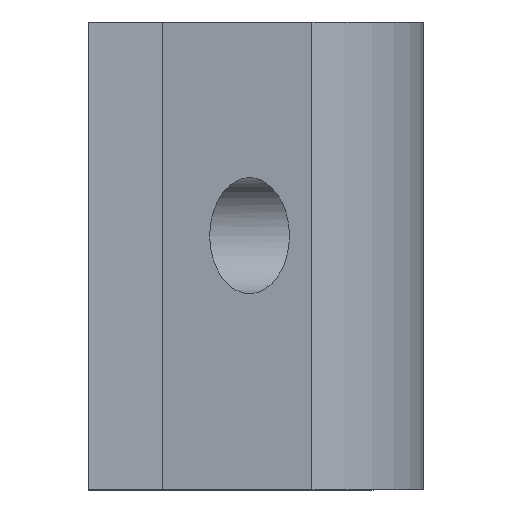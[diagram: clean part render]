
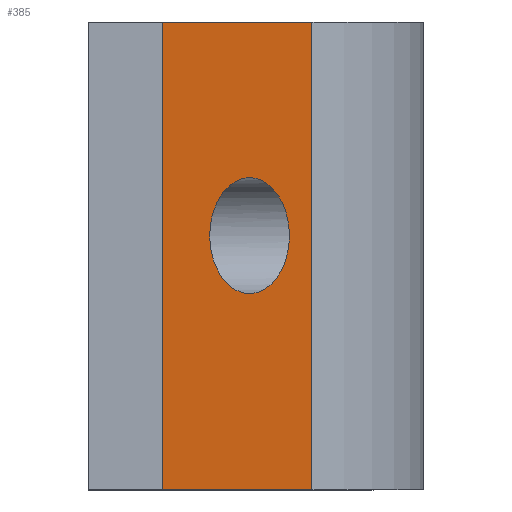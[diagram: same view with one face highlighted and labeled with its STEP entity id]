
A CAD part, left-side view. The second image highlights one B-rep face of the part: STEP entity #385.
In plain terms, the highlighted planar face has unit normal (-0.565, -0.825, 0).
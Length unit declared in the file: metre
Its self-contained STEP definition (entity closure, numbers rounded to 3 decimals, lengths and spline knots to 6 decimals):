
#12=ELLIPSE('',#426,0.003455,0.00285);
#44=ORIENTED_EDGE('',*,*,#148,.F.);
#45=ORIENTED_EDGE('',*,*,#149,.F.);
#46=ORIENTED_EDGE('',*,*,#150,.F.);
#47=ORIENTED_EDGE('',*,*,#151,.T.);
#48=ORIENTED_EDGE('',*,*,#152,.T.);
#148=EDGE_CURVE('',#200,#200,#12,.T.);
#149=EDGE_CURVE('',#201,#202,#233,.T.);
#150=EDGE_CURVE('',#203,#201,#234,.T.);
#151=EDGE_CURVE('',#203,#204,#235,.T.);
#152=EDGE_CURVE('',#204,#202,#236,.T.);
#200=VERTEX_POINT('',#595);
#201=VERTEX_POINT('',#597);
#202=VERTEX_POINT('',#598);
#203=VERTEX_POINT('',#600);
#204=VERTEX_POINT('',#602);
#233=LINE('',#596,#269);
#234=LINE('',#599,#270);
#235=LINE('',#601,#271);
#236=LINE('',#603,#272);
#269=VECTOR('',#481,1.);
#270=VECTOR('',#482,1.);
#271=VECTOR('',#483,1.);
#272=VECTOR('',#484,1.);
#306=EDGE_LOOP('',(#44));
#307=EDGE_LOOP('',(#45,#46,#47,#48));
#339=FACE_BOUND('',#306,.T.);
#340=FACE_BOUND('',#307,.T.);
#368=PLANE('',#425);
#385=ADVANCED_FACE('',(#339,#340),#368,.T.);
#425=AXIS2_PLACEMENT_3D('',#593,#477,#478);
#426=AXIS2_PLACEMENT_3D('',#594,#479,#480);
#477=DIRECTION('',(-0.565,-0.825,0.));
#478=DIRECTION('',(0.825,-0.565,0.));
#479=DIRECTION('',(-0.565,-0.825,0.));
#480=DIRECTION('',(0.825,-0.565,0.));
#481=DIRECTION('',(-0.825,0.565,0.));
#482=DIRECTION('',(0.,0.,-1.));
#483=DIRECTION('',(-0.825,0.565,0.));
#484=DIRECTION('',(0.,0.,-1.));
#593=CARTESIAN_POINT('',(0.005362,0.009174,0.023));
#594=CARTESIAN_POINT('',(0.00625,0.008566,0.0125));
#595=CARTESIAN_POINT('',(0.0091,0.006613,0.0125));
#596=CARTESIAN_POINT('',(0.005362,0.009174,0.));
#597=CARTESIAN_POINT('',(0.010724,0.0055,0.));
#598=CARTESIAN_POINT('',(0.,0.012849,0.));
#599=CARTESIAN_POINT('',(0.010724,0.0055,0.023));
#600=CARTESIAN_POINT('',(0.010724,0.0055,0.023));
#601=CARTESIAN_POINT('',(0.005362,0.009174,0.023));
#602=CARTESIAN_POINT('',(0.,0.012849,0.023));
#603=CARTESIAN_POINT('',(0.,0.012849,0.023));
